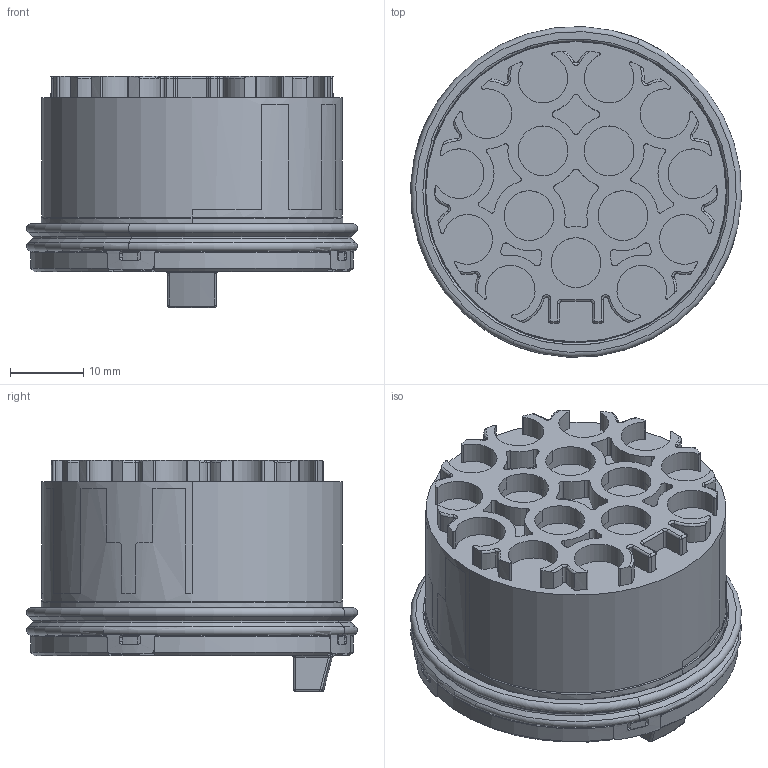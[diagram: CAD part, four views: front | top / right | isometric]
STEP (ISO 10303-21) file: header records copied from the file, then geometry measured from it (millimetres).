
FILE_DESCRIPTION((''),'2;1');
FILE_NAME('382703_SW0001','2021-06-15T17:03:26',('teru'),(''),'CREO PARAMETRIC BY PTC INC, 2017380','CREO PARAMETRIC BY PTC INC, 2017380','');
FILE_SCHEMA(('CONFIG_CONTROL_DESIGN'));
Length unit declared in the file: millimetre
Products named in the file (1): 382703_SW0001
Bounding box: 45.26 x 45.26 x 31.65 mm (x, y, z)
Volume: 34195.4 mm3; surface area: 8506.6 mm2
Topology: 1 solids, 2 shells, 1189 faces, 3301 edges, 2174 vertices
Faces by surface type: plane 752, cylinder 307, torus 69, bspline 35, cone 14, sphere 12
Entity records: 39846 total; most frequent: CARTESIAN_POINT 9074, ORIENTED_EDGE 6602, DIRECTION 6200, EDGE_CURVE 3301, VECTOR 2350, LINE 2350, VERTEX_POINT 2174, AXIS2_PLACEMENT_3D 1925
